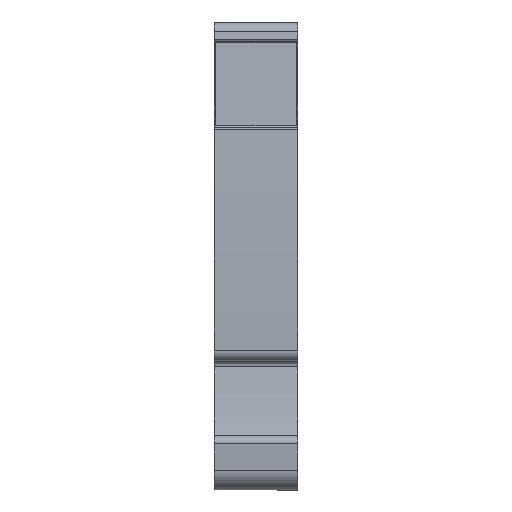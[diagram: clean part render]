
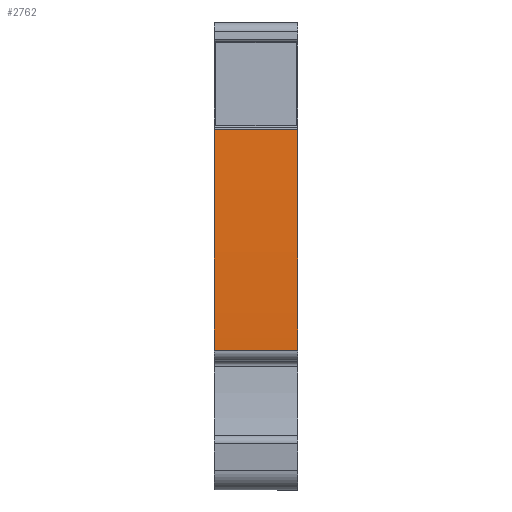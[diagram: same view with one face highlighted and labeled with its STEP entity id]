
A CAD part, front view. The second image highlights one B-rep face of the part: STEP entity #2762.
In plain terms, the highlighted cylindrical face has radius 250 mm (diameter 500 mm), a partial arc.
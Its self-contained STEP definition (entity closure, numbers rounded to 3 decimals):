
#1705=AXIS2_PLACEMENT_3D('Cylinder Axis2P3D',#1702,#1703,#1704) ;
#2723=AXIS2_PLACEMENT_3D('Circle Axis2P3D',#2721,#2722,$) ;
#2730=AXIS2_PLACEMENT_3D('Circle Axis2P3D',#2728,#2729,$) ;
#2744=AXIS2_PLACEMENT_3D('Circle Axis2P3D',#2742,#2743,$) ;
#2751=AXIS2_PLACEMENT_3D('Circle Axis2P3D',#2749,#2750,$) ;
#1702=CARTESIAN_POINT('Axis2P3D Location',(4.05,251.503,17.05)) ;
#2683=CARTESIAN_POINT('Vertex',(8.1,2.138,34.861)) ;
#2704=CARTESIAN_POINT('Vertex',(0.,2.138,34.861)) ;
#2707=CARTESIAN_POINT('Line Origine',(4.05,2.138,34.861)) ;
#2721=CARTESIAN_POINT('Axis2P3D Location',(0.,251.503,17.05)) ;
#2725=CARTESIAN_POINT('Vertex',(0.,1.503,17.05)) ;
#2728=CARTESIAN_POINT('Axis2P3D Location',(0.,251.503,17.05)) ;
#2732=CARTESIAN_POINT('Vertex',(0.,1.529,13.45)) ;
#2735=CARTESIAN_POINT('Line Origine',(4.05,1.529,13.45)) ;
#2739=CARTESIAN_POINT('Vertex',(8.1,1.529,13.45)) ;
#2742=CARTESIAN_POINT('Axis2P3D Location',(8.1,251.503,17.05)) ;
#2746=CARTESIAN_POINT('Vertex',(8.1,1.503,17.05)) ;
#2749=CARTESIAN_POINT('Axis2P3D Location',(8.1,251.503,17.05)) ;
#1703=DIRECTION('Axis2P3D Direction',(1.,0.,0.)) ;
#1704=DIRECTION('Axis2P3D XDirection',(0.,-0.994,0.109)) ;
#2708=DIRECTION('Vector Direction',(1.,0.,0.)) ;
#2722=DIRECTION('Axis2P3D Direction',(1.,0.,0.)) ;
#2729=DIRECTION('Axis2P3D Direction',(1.,0.,0.)) ;
#2736=DIRECTION('Vector Direction',(1.,0.,0.)) ;
#2743=DIRECTION('Axis2P3D Direction',(1.,0.,0.)) ;
#2750=DIRECTION('Axis2P3D Direction',(1.,0.,0.)) ;
#2709=VECTOR('Line Direction',#2708,1.) ;
#2737=VECTOR('Line Direction',#2736,1.) ;
#2755=ORIENTED_EDGE('',*,*,#2727,.T.) ;
#2756=ORIENTED_EDGE('',*,*,#2734,.T.) ;
#2757=ORIENTED_EDGE('',*,*,#2741,.T.) ;
#2758=ORIENTED_EDGE('',*,*,#2748,.F.) ;
#2759=ORIENTED_EDGE('',*,*,#2753,.F.) ;
#2760=ORIENTED_EDGE('',*,*,#2711,.F.) ;
#2762=ADVANCED_FACE('MLD',(#2761),#1706,.T.) ;
#2724=CIRCLE('generated circle',#2723,250.) ;
#2731=CIRCLE('generated circle',#2730,250.) ;
#2745=CIRCLE('generated circle',#2744,250.) ;
#2752=CIRCLE('generated circle',#2751,250.) ;
#1706=CYLINDRICAL_SURFACE('generated cylinder',#1705,250.) ;
#2711=EDGE_CURVE('',#2705,#2684,#2710,.T.) ;
#2727=EDGE_CURVE('',#2705,#2726,#2724,.T.) ;
#2734=EDGE_CURVE('',#2726,#2733,#2731,.T.) ;
#2741=EDGE_CURVE('',#2733,#2740,#2738,.T.) ;
#2748=EDGE_CURVE('',#2747,#2740,#2745,.T.) ;
#2753=EDGE_CURVE('',#2684,#2747,#2752,.T.) ;
#2754=EDGE_LOOP('',(#2755,#2756,#2757,#2758,#2759,#2760)) ;
#2761=FACE_OUTER_BOUND('',#2754,.T.) ;
#2710=LINE('Line',#2707,#2709) ;
#2738=LINE('Line',#2735,#2737) ;
#2684=VERTEX_POINT('',#2683) ;
#2705=VERTEX_POINT('',#2704) ;
#2726=VERTEX_POINT('',#2725) ;
#2733=VERTEX_POINT('',#2732) ;
#2740=VERTEX_POINT('',#2739) ;
#2747=VERTEX_POINT('',#2746) ;
